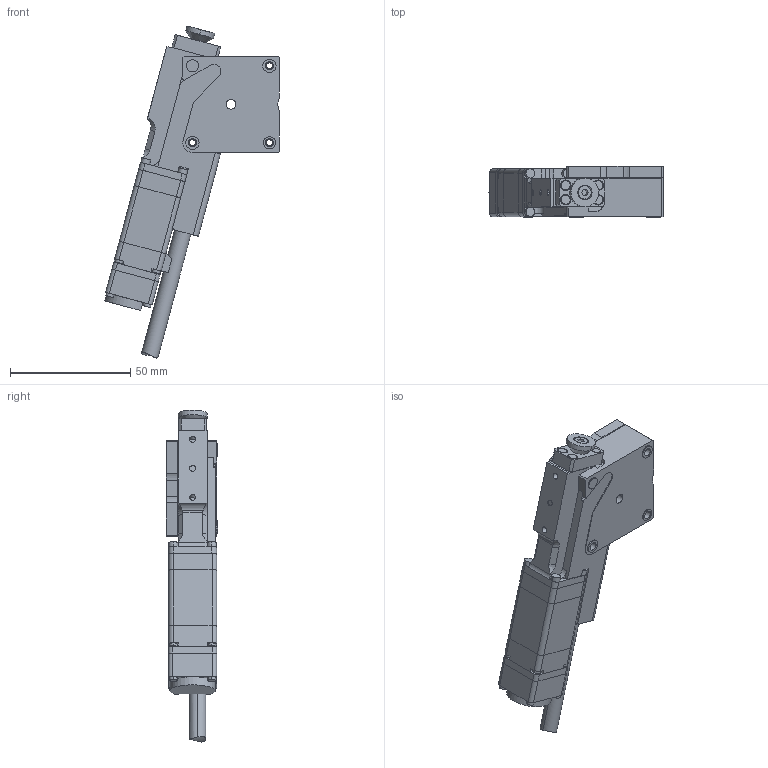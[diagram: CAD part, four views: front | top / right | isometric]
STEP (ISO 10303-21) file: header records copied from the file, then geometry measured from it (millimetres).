
FILE_DESCRIPTION (( 'STEP AP203' ), '1' );
FILE_NAME ('RSM40B-E03T4A.step', '2023-05-17T23:20:43', ( '' ), ( '' ), 'SwSTEP 2.0', 'SolidWorks 2019', '' );
FILE_SCHEMA (( 'CONFIG_CONTROL_DESIGN' ));
Length unit declared in the file: millimetre
Products named in the file (5): RSM40B-E03T4A; RSM40_top^RSM40_RSM40; NMS08_motor^RSM40_NMS08-E03; RSM40_knob^RSM40; RSM40_base^RSM40_RSM40-T4
Assembly tree (4 placements, depth 2):
  RSM40B-E03T4A
    RSM40_base^RSM40_RSM40-T4
    RSM40_knob^RSM40
    NMS08_motor^RSM40_NMS08-E03
    RSM40_top^RSM40_RSM40
Bounding box: 72.39 x 21.5 x 138.03 mm (x, y, z)
Volume: 71530.2 mm3; surface area: 28122.8 mm2
Topology: 20 solids, 20 shells, 426 faces, 1035 edges, 686 vertices
Faces by surface type: cylinder 209, plane 209, cone 8
Entity records: 13329 total; most frequent: CARTESIAN_POINT 2369, DIRECTION 2295, ORIENTED_EDGE 2070, EDGE_CURVE 1035, AXIS2_PLACEMENT_3D 852, VERTEX_POINT 686, LINE 591, VECTOR 591
